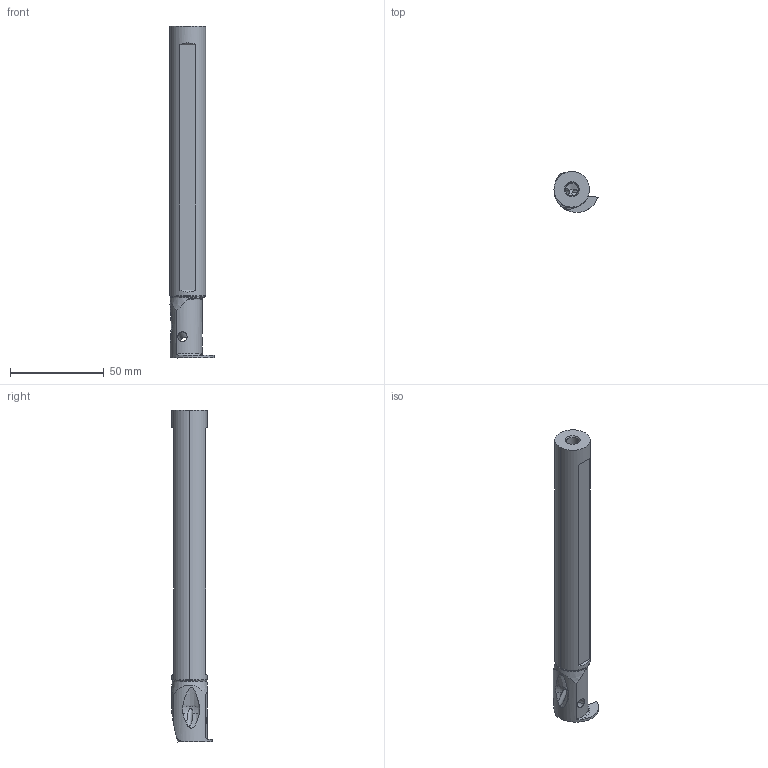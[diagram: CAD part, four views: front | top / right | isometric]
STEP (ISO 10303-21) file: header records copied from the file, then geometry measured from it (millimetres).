
FILE_DESCRIPTION(/* description */ (''),/* implementation_level */ '2;1');
FILE_NAME(/* name */ 'GYALUS12Q90A-D06.stp',/* time_stamp */ '2017-01-13T13:00:32+09:00',/* author */ (''),/* organization */ (''),/* preprocessor_version */ 'ST-DEVELOPER v16',/* originating_system */ 'SIEMENS PLM Software NX 10.0',/* authorisation */ '');
FILE_SCHEMA (('AUTOMOTIVE_DESIGN { 1 0 10303 214 3 1 1 1 }'));
Length unit declared in the file: millimetre
Products named in the file (1): GYALUS12Q90A-D06
Bounding box: 23.53 x 21.61 x 177.53 mm (x, y, z)
Volume: 40986.7 mm3; surface area: 15044.8 mm2
Topology: 1 solids, 1 shells, 73 faces, 204 edges, 133 vertices
Faces by surface type: plane 30, cylinder 22, cone 12, torus 5, extrusion 3, bspline 1
Entity records: 3536 total; most frequent: CARTESIAN_POINT 1649, ORIENTED_EDGE 404, DIRECTION 363, EDGE_CURVE 202, AXIS2_PLACEMENT_3D 135, VERTEX_POINT 133, VECTOR 93, LINE 90
